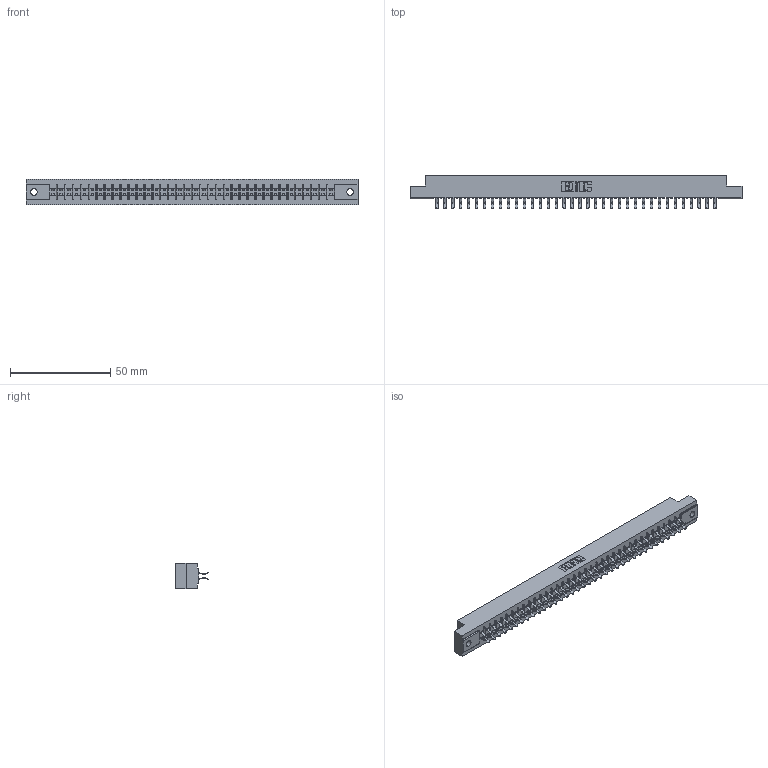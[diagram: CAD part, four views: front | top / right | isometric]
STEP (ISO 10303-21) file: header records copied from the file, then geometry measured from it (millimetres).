
FILE_DESCRIPTION (( 'STEP AP203' ), '1' );
FILE_NAME ('305-072-556-202.STEP', '2019-09-10T06:29:10', ( '' ), ( '' ), 'SwSTEP 2.0', 'SolidWorks 2016', '' );
FILE_SCHEMA (( 'CONFIG_CONTROL_DESIGN' ));
Length unit declared in the file: inch
Products named in the file (3): 305-072-556-202; 305-290-001_556; 305 Part_.128 Dia
Assembly tree (73 placements, depth 2):
  305-072-556-202
    305 Part_.128 Dia
    305-290-001_556  x72
Bounding box: 165.66 x 16.64 x 12.7 mm (x, y, z)
Volume: 17193.1 mm3; surface area: 21499.2 mm2
Topology: 73 solids, 73 shells, 4148 faces, 11944 edges, 7768 vertices
Faces by surface type: plane 2300, cylinder 1704, sphere 144
Entity records: 39933 total; most frequent: CARTESIAN_POINT 6610, ORIENTED_EDGE 6560, DIRECTION 6402, EDGE_CURVE 3280, VECTOR 2642, LINE 2642, VERTEX_POINT 2088, AXIS2_PLACEMENT_3D 1880
